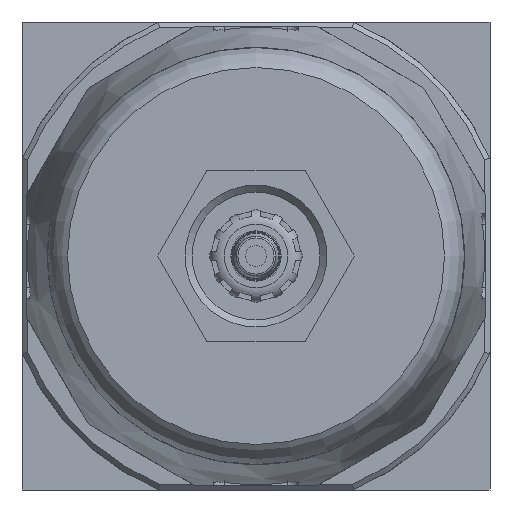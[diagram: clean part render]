
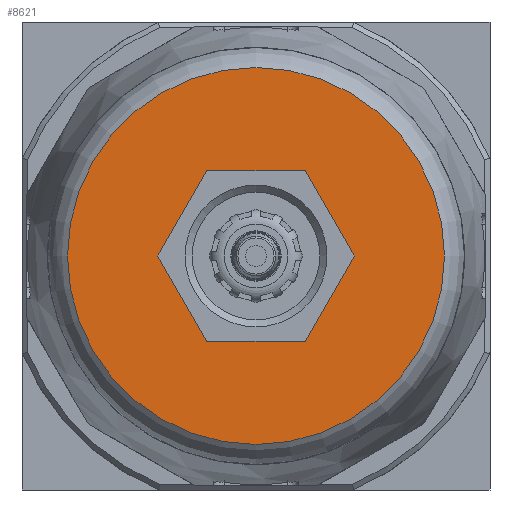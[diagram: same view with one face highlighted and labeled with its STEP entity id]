
A CAD part, front view. The second image highlights one B-rep face of the part: STEP entity #8621.
In plain terms, the highlighted planar face has unit normal (0, -1, 0).
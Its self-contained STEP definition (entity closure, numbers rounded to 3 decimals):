
#644=CIRCLE('',#9198,26.576);
#2203=ORIENTED_EDGE('',*,*,#3180,.T.);
#2204=ORIENTED_EDGE('',*,*,#3329,.T.);
#2205=ORIENTED_EDGE('',*,*,#3344,.T.);
#2206=ORIENTED_EDGE('',*,*,#3341,.T.);
#2207=ORIENTED_EDGE('',*,*,#3338,.T.);
#2208=ORIENTED_EDGE('',*,*,#3335,.T.);
#2209=ORIENTED_EDGE('',*,*,#3332,.T.);
#3180=EDGE_CURVE('',#3962,#3962,#644,.F.);
#3329=EDGE_CURVE('',#4045,#4044,#4494,.T.);
#3332=EDGE_CURVE('',#4047,#4045,#4497,.T.);
#3335=EDGE_CURVE('',#4049,#4047,#4500,.T.);
#3338=EDGE_CURVE('',#4051,#4049,#4503,.T.);
#3341=EDGE_CURVE('',#4053,#4051,#4506,.T.);
#3344=EDGE_CURVE('',#4044,#4053,#4509,.T.);
#3962=VERTEX_POINT('',#12989);
#4044=VERTEX_POINT('',#13493);
#4045=VERTEX_POINT('',#13495);
#4047=VERTEX_POINT('',#13501);
#4049=VERTEX_POINT('',#13507);
#4051=VERTEX_POINT('',#13513);
#4053=VERTEX_POINT('',#13519);
#4494=LINE('',#13494,#4886);
#4497=LINE('',#13500,#4889);
#4500=LINE('',#13506,#4892);
#4503=LINE('',#13512,#4895);
#4506=LINE('',#13518,#4898);
#4509=LINE('',#13523,#4901);
#4886=VECTOR('',#10888,1000.);
#4889=VECTOR('',#10893,1000.);
#4892=VECTOR('',#10898,1000.);
#4895=VECTOR('',#10903,1000.);
#4898=VECTOR('',#10908,1000.);
#4901=VECTOR('',#10913,1000.);
#5345=EDGE_LOOP('',(#2203));
#5346=EDGE_LOOP('',(#2204,#2205,#2206,#2207,#2208,#2209));
#5855=FACE_BOUND('',#5345,.T.);
#5856=FACE_BOUND('',#5346,.T.);
#6162=PLANE('',#9295);
#8621=ADVANCED_FACE('',(#5855,#5856),#6162,.F.);
#9198=AXIS2_PLACEMENT_3D('',#12988,#10632,#10633);
#9295=AXIS2_PLACEMENT_3D('',#13524,#10914,#10915);
#10632=DIRECTION('',(0.,1.,0.));
#10633=DIRECTION('',(0.,0.,1.));
#10888=DIRECTION('',(0.,0.,1.));
#10893=DIRECTION('',(-0.866,0.,0.5));
#10898=DIRECTION('',(-0.866,0.,-0.5));
#10903=DIRECTION('',(0.,0.,-1.));
#10908=DIRECTION('',(0.866,0.,-0.5));
#10913=DIRECTION('',(0.866,0.,0.5));
#10914=DIRECTION('',(0.,1.,0.));
#10915=DIRECTION('',(0.,0.,1.));
#12988=CARTESIAN_POINT('',(0.,-164.,0.));
#12989=CARTESIAN_POINT('',(0.,-164.,26.576));
#13493=CARTESIAN_POINT('',(-12.,-164.,6.928));
#13494=CARTESIAN_POINT('',(-12.,-164.,-6.928));
#13495=CARTESIAN_POINT('',(-12.,-164.,-6.928));
#13500=CARTESIAN_POINT('',(0.,-164.,-13.856));
#13501=CARTESIAN_POINT('',(0.,-164.,-13.856));
#13506=CARTESIAN_POINT('',(12.,-164.,-6.928));
#13507=CARTESIAN_POINT('',(12.,-164.,-6.928));
#13512=CARTESIAN_POINT('',(12.,-164.,6.928));
#13513=CARTESIAN_POINT('',(12.,-164.,6.928));
#13518=CARTESIAN_POINT('',(0.,-164.,13.856));
#13519=CARTESIAN_POINT('',(0.,-164.,13.856));
#13523=CARTESIAN_POINT('',(-12.,-164.,6.928));
#13524=CARTESIAN_POINT('',(0.,-164.,0.));
